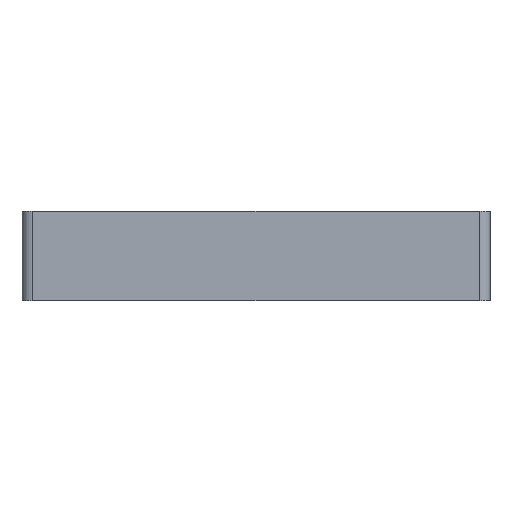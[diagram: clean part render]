
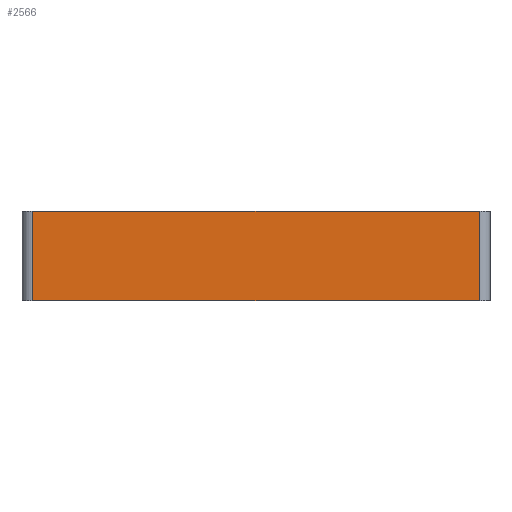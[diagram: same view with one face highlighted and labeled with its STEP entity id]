
A CAD part, front view. The second image highlights one B-rep face of the part: STEP entity #2566.
In plain terms, the highlighted planar face has unit normal (0, -1, 0).
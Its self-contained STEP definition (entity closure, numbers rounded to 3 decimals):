
#124=FACE_OUTER_BOUND('',#259,.T.);
#259=EDGE_LOOP('',(#1864,#1865,#1866,#1867));
#400=LINE('',#3734,#681);
#466=LINE('',#3921,#747);
#467=LINE('',#3924,#748);
#468=LINE('',#3926,#749);
#681=VECTOR('',#2959,10.);
#747=VECTOR('',#3129,10.);
#748=VECTOR('',#3134,10.);
#749=VECTOR('',#3137,10.);
#1062=VERTEX_POINT('',#3731);
#1063=VERTEX_POINT('',#3733);
#1131=VERTEX_POINT('',#3918);
#1132=VERTEX_POINT('',#3920);
#1320=EDGE_CURVE('',#1062,#1063,#400,.T.);
#1415=EDGE_CURVE('',#1131,#1132,#466,.T.);
#1417=EDGE_CURVE('',#1132,#1062,#467,.T.);
#1418=EDGE_CURVE('',#1063,#1131,#468,.T.);
#1864=ORIENTED_EDGE('',*,*,#1417,.F.);
#1865=ORIENTED_EDGE('',*,*,#1415,.F.);
#1866=ORIENTED_EDGE('',*,*,#1418,.F.);
#1867=ORIENTED_EDGE('',*,*,#1320,.F.);
#2474=PLANE('',#2748);
#2566=ADVANCED_FACE('',(#124),#2474,.T.);
#2748=AXIS2_PLACEMENT_3D('',#3925,#3135,#3136);
#2959=DIRECTION('',(1.,0.,0.));
#3129=DIRECTION('',(-1.,0.,0.));
#3134=DIRECTION('',(0.,0.,1.));
#3135=DIRECTION('center_axis',(0.,-1.,0.));
#3136=DIRECTION('ref_axis',(1.,0.,0.));
#3137=DIRECTION('',(0.,0.,-1.));
#3731=CARTESIAN_POINT('',(-42.,-42.5,16.8));
#3733=CARTESIAN_POINT('',(42.2,-42.5,16.8));
#3734=CARTESIAN_POINT('',(44.2,-42.5,16.8));
#3918=CARTESIAN_POINT('',(42.2,-42.5,0.));
#3920=CARTESIAN_POINT('',(-42.,-42.5,0.));
#3921=CARTESIAN_POINT('',(44.2,-42.5,0.));
#3924=CARTESIAN_POINT('',(-42.,-42.5,0.));
#3925=CARTESIAN_POINT('Origin',(-44.,-42.5,0.));
#3926=CARTESIAN_POINT('',(42.2,-42.5,0.));
